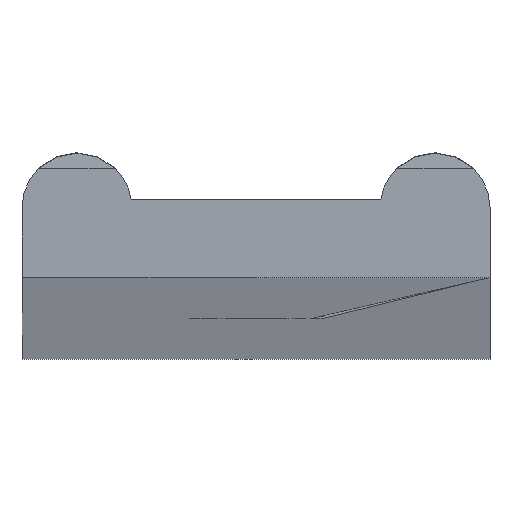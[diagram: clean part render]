
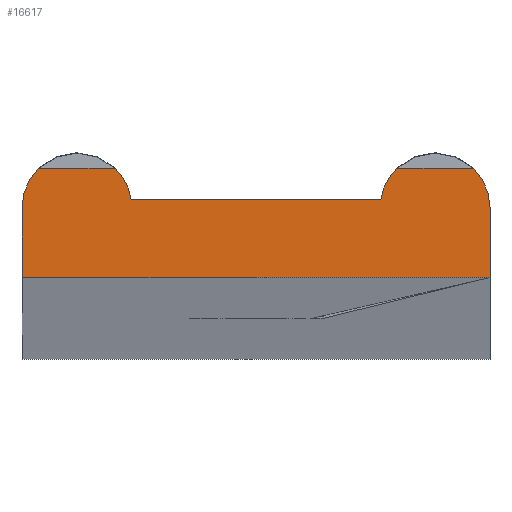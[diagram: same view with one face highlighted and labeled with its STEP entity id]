
A CAD part, top view. The second image highlights one B-rep face of the part: STEP entity #16617.
In plain terms, the highlighted planar face has unit normal (0, 0, 1).
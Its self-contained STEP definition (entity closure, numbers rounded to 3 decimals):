
#1017 = CIRCLE ( 'NONE', #32853, 3.519 ) ;
#2227 = CARTESIAN_POINT ( 'NONE',  ( 13.938, 7., 1500. ) ) ;
#2532 = CARTESIAN_POINT ( 'NONE',  ( 8., 5., 1500. ) ) ;
#2657 = CARTESIAN_POINT ( 'NONE',  ( -11.481, 4.481, 1500. ) ) ;
#2789 = DIRECTION ( 'NONE',  ( 0., 0., 1. ) ) ;
#3478 = ORIENTED_EDGE ( 'NONE', *, *, #14173, .T. ) ;
#3681 = VECTOR ( 'NONE', #13492, 1000. ) ;
#3900 = CIRCLE ( 'NONE', #26569, 3.519 ) ;
#3925 = VECTOR ( 'NONE', #28116, 1000. ) ;
#4014 = CARTESIAN_POINT ( 'NONE',  ( -11.481, 7., 1500. ) ) ;
#4428 = CARTESIAN_POINT ( 'NONE',  ( -11.481, 7., 1500. ) ) ;
#5233 = FACE_OUTER_BOUND ( 'NONE', #12772, .T. ) ;
#5737 = DIRECTION ( 'NONE',  ( -1., 0., 0. ) ) ;
#6252 = CARTESIAN_POINT ( 'NONE',  ( -11.481, 4.481, 1500. ) ) ;
#6261 = VERTEX_POINT ( 'NONE', #18622 ) ;
#7903 = ORIENTED_EDGE ( 'NONE', *, *, #8994, .T. ) ;
#8106 = DIRECTION ( 'NONE',  ( 0., 0., 1. ) ) ;
#8994 = EDGE_CURVE ( 'NONE', #6261, #14149, #1017, .T. ) ;
#11131 = CARTESIAN_POINT ( 'NONE',  ( 15., 4.481, 1500. ) ) ;
#11321 = ORIENTED_EDGE ( 'NONE', *, *, #17960, .T. ) ;
#11682 = VERTEX_POINT ( 'NONE', #30559 ) ;
#11747 = DIRECTION ( 'NONE',  ( 0., 0., 1. ) ) ;
#11830 = LINE ( 'NONE', #4428, #3681 ) ;
#12772 = EDGE_LOOP ( 'NONE', ( #19702, #29433, #7903, #19848, #3478, #23662, #28966, #38480, #11321, #33599 ) ) ;
#13346 = DIRECTION ( 'NONE',  ( -1., 0., 0. ) ) ;
#13492 = DIRECTION ( 'NONE',  ( -1., 0., 0. ) ) ;
#13927 = DIRECTION ( 'NONE',  ( 0., 1., 0. ) ) ;
#14149 = VERTEX_POINT ( 'NONE', #2532 ) ;
#14173 = EDGE_CURVE ( 'NONE', #11682, #30904, #3900, .T. ) ;
#14522 = VERTEX_POINT ( 'NONE', #27516 ) ;
#14681 = CARTESIAN_POINT ( 'NONE',  ( 11.481, 4.481, 1500. ) ) ;
#15042 = EDGE_CURVE ( 'NONE', #37311, #33904, #33396, .T. ) ;
#15286 = VECTOR ( 'NONE', #13927, 1000. ) ;
#16066 = LINE ( 'NONE', #37341, #39378 ) ;
#16125 = DIRECTION ( 'NONE',  ( 0., 0., 1. ) ) ;
#16391 = CARTESIAN_POINT ( 'NONE',  ( 11.481, 4.481, 1500. ) ) ;
#16617 = ADVANCED_FACE ( 'NONE', ( #5233 ), #36596, .F. ) ;
#17960 = EDGE_CURVE ( 'NONE', #14522, #28951, #38512, .T. ) ;
#18622 = CARTESIAN_POINT ( 'NONE',  ( 9.023, 7., 1500. ) ) ;
#18848 = DIRECTION ( 'NONE',  ( 0., -1., 0. ) ) ;
#19352 = EDGE_CURVE ( 'NONE', #33904, #14522, #16066, .T. ) ;
#19702 = ORIENTED_EDGE ( 'NONE', *, *, #26655, .T. ) ;
#19848 = ORIENTED_EDGE ( 'NONE', *, *, #31020, .T. ) ;
#20791 = DIRECTION ( 'NONE',  ( -1., 0., 0. ) ) ;
#21339 = VERTEX_POINT ( 'NONE', #2227 ) ;
#21416 = AXIS2_PLACEMENT_3D ( 'NONE', #16391, #16125, #34614 ) ;
#21645 = EDGE_CURVE ( 'NONE', #30904, #37311, #11830, .T. ) ;
#21823 = DIRECTION ( 'NONE',  ( 1., 0., 0. ) ) ;
#22065 = CARTESIAN_POINT ( 'NONE',  ( 15., 4.481, 1500. ) ) ;
#22843 = VERTEX_POINT ( 'NONE', #22065 ) ;
#23662 = ORIENTED_EDGE ( 'NONE', *, *, #21645, .T. ) ;
#24397 = CARTESIAN_POINT ( 'NONE',  ( -9.023, 7., 1500. ) ) ;
#25060 = EDGE_CURVE ( 'NONE', #21339, #6261, #28838, .T. ) ;
#25285 = LINE ( 'NONE', #11131, #15286 ) ;
#26569 = AXIS2_PLACEMENT_3D ( 'NONE', #2657, #2789, #20791 ) ;
#26655 = EDGE_CURVE ( 'NONE', #22843, #21339, #35896, .T. ) ;
#27516 = CARTESIAN_POINT ( 'NONE',  ( -15., 0., 1500. ) ) ;
#27953 = DIRECTION ( 'NONE',  ( 0., 0., -1. ) ) ;
#28116 = DIRECTION ( 'NONE',  ( -1., 0., 0. ) ) ;
#28441 = CARTESIAN_POINT ( 'NONE',  ( 15., 0., 1500. ) ) ;
#28838 = LINE ( 'NONE', #4014, #34039 ) ;
#28951 = VERTEX_POINT ( 'NONE', #29501 ) ;
#28966 = ORIENTED_EDGE ( 'NONE', *, *, #15042, .T. ) ;
#29323 = CARTESIAN_POINT ( 'NONE',  ( -11.481, 4.481, 1500. ) ) ;
#29433 = ORIENTED_EDGE ( 'NONE', *, *, #25060, .T. ) ;
#29501 = CARTESIAN_POINT ( 'NONE',  ( 15., 0., 1500. ) ) ;
#30559 = CARTESIAN_POINT ( 'NONE',  ( -8., 5., 1500. ) ) ;
#30904 = VERTEX_POINT ( 'NONE', #24397 ) ;
#31020 = EDGE_CURVE ( 'NONE', #14149, #11682, #35931, .T. ) ;
#31774 = DIRECTION ( 'NONE',  ( -1., 0., 0. ) ) ;
#31923 = CARTESIAN_POINT ( 'NONE',  ( -13.938, 7., 1500. ) ) ;
#32503 = AXIS2_PLACEMENT_3D ( 'NONE', #29323, #8106, #38751 ) ;
#32853 = AXIS2_PLACEMENT_3D ( 'NONE', #14681, #11747, #5737 ) ;
#33396 = CIRCLE ( 'NONE', #32503, 3.519 ) ;
#33599 = ORIENTED_EDGE ( 'NONE', *, *, #37832, .T. ) ;
#33904 = VERTEX_POINT ( 'NONE', #37859 ) ;
#34039 = VECTOR ( 'NONE', #13346, 1000. ) ;
#34614 = DIRECTION ( 'NONE',  ( -1., 0., 0. ) ) ;
#35896 = CIRCLE ( 'NONE', #21416, 3.519 ) ;
#35931 = LINE ( 'NONE', #36895, #3925 ) ;
#35958 = AXIS2_PLACEMENT_3D ( 'NONE', #6252, #27953, #31774 ) ;
#36596 = PLANE ( 'NONE',  #35958 ) ;
#36895 = CARTESIAN_POINT ( 'NONE',  ( -8., 5., 1500. ) ) ;
#37311 = VERTEX_POINT ( 'NONE', #31923 ) ;
#37341 = CARTESIAN_POINT ( 'NONE',  ( -15., 0., 1500. ) ) ;
#37832 = EDGE_CURVE ( 'NONE', #28951, #22843, #25285, .T. ) ;
#37859 = CARTESIAN_POINT ( 'NONE',  ( -15., 4.481, 1500. ) ) ;
#38480 = ORIENTED_EDGE ( 'NONE', *, *, #19352, .T. ) ;
#38512 = LINE ( 'NONE', #28441, #39459 ) ;
#38751 = DIRECTION ( 'NONE',  ( -1., 0., 0. ) ) ;
#39378 = VECTOR ( 'NONE', #18848, 1000. ) ;
#39459 = VECTOR ( 'NONE', #21823, 1000. ) ;
